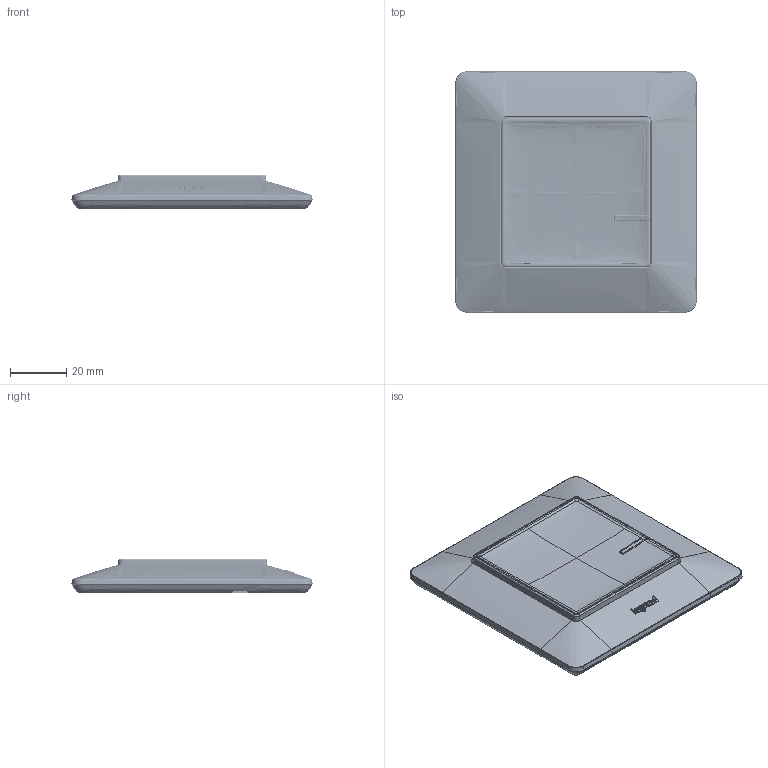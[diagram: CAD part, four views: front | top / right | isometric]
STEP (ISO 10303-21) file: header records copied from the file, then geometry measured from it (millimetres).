
FILE_DESCRIPTION(('CATIA V5 STEP Exchange','CAx-IF Rec.Pracs.--- Model Styling and Organization---1.5--- 2016-08-15','CAx-IF Rec.Pracs.---Supplemental Geometry---1.0---2011-11-01','CAx-IF Rec.Pracs.--- Composite Materials ---1.1---2010-07-15'),'2;1');
FILE_NAME('VL_7 521 96_84_85_90_91_86_89.stp','2021-10-01T11:43:30+00:00',('none'),('none'),'CATIA Version 5-6 Release 2020 SP3','CATIA V5 STEP AP214 v2','none');
FILE_SCHEMA(('AUTOMOTIVE_DESIGN { 1 0 10303 214 1 1 1 1 }'));
Products named in the file (1): VL_752196_SKIT-HomeAway_SW
Bounding box: 86 x 86 x 12.13 mm (x, y, z)
Volume: 28599 mm3; surface area: 44422.2 mm2
Topology: 6 solids, 6 shells, 9255 faces, 25767 edges, 16654 vertices
Faces by surface type: plane 6544, cylinder 1125, bspline 737, extrusion 412, cone 242, sphere 134, torus 61
Entity records: 358296 total; most frequent: CARTESIAN_POINT 142869, ORIENTED_EDGE 51270, DIRECTION 30871, EDGE_CURVE 25635, VERTEX_POINT 16652, VECTOR 15523, LINE 15111, B_SPLINE_CURVE_WITH_KNOTS 9657
